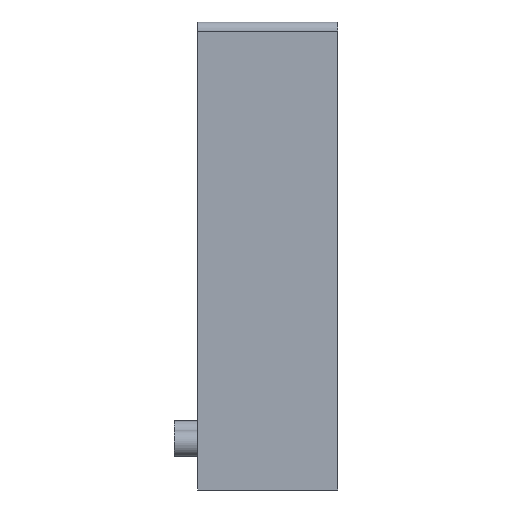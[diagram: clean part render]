
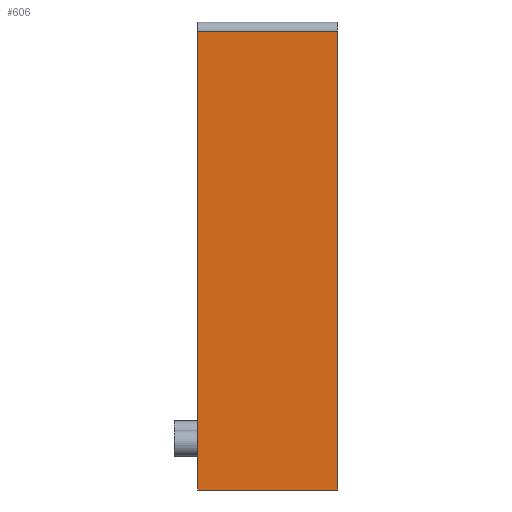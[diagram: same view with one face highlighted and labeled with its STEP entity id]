
A CAD part, front view. The second image highlights one B-rep face of the part: STEP entity #606.
In plain terms, the highlighted planar face has unit normal (0, -1, 0).
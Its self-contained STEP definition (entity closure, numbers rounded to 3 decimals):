
#586=AXIS2_PLACEMENT_3D('Plane Axis2P3D',#583,#584,#585) ;
#215=CARTESIAN_POINT('Vertex',(2.5,0.,0.)) ;
#218=CARTESIAN_POINT('Line Origine',(2.5,0.,24.5)) ;
#222=CARTESIAN_POINT('Vertex',(2.5,0.,49.)) ;
#563=CARTESIAN_POINT('Vertex',(17.5,0.,0.)) ;
#566=CARTESIAN_POINT('Line Origine',(10.,0.,0.)) ;
#583=CARTESIAN_POINT('Axis2P3D Location',(0.,0.,49.)) ;
#588=CARTESIAN_POINT('Line Origine',(17.5,0.,24.5)) ;
#592=CARTESIAN_POINT('Vertex',(17.5,0.,49.)) ;
#595=CARTESIAN_POINT('Line Origine',(10.,0.,49.)) ;
#219=DIRECTION('Vector Direction',(0.,0.,-1.)) ;
#567=DIRECTION('Vector Direction',(1.,0.,0.)) ;
#584=DIRECTION('Axis2P3D Direction',(0.,-1.,0.)) ;
#585=DIRECTION('Axis2P3D XDirection',(0.,0.,-1.)) ;
#589=DIRECTION('Vector Direction',(0.,0.,-1.)) ;
#596=DIRECTION('Vector Direction',(1.,0.,0.)) ;
#220=VECTOR('Line Direction',#219,1.) ;
#568=VECTOR('Line Direction',#567,1.) ;
#590=VECTOR('Line Direction',#589,1.) ;
#597=VECTOR('Line Direction',#596,1.) ;
#601=ORIENTED_EDGE('',*,*,#594,.T.) ;
#602=ORIENTED_EDGE('',*,*,#599,.F.) ;
#603=ORIENTED_EDGE('',*,*,#224,.F.) ;
#604=ORIENTED_EDGE('',*,*,#570,.T.) ;
#606=ADVANCED_FACE('Hauptkoerper',(#605),#587,.T.) ;
#224=EDGE_CURVE('',#216,#223,#221,.F.) ;
#570=EDGE_CURVE('',#216,#564,#569,.T.) ;
#594=EDGE_CURVE('',#564,#593,#591,.F.) ;
#599=EDGE_CURVE('',#223,#593,#598,.T.) ;
#600=EDGE_LOOP('',(#601,#602,#603,#604)) ;
#605=FACE_OUTER_BOUND('',#600,.T.) ;
#221=LINE('Line',#218,#220) ;
#569=LINE('Line',#566,#568) ;
#591=LINE('Line',#588,#590) ;
#598=LINE('Line',#595,#597) ;
#587=PLANE('',#586) ;
#216=VERTEX_POINT('',#215) ;
#223=VERTEX_POINT('',#222) ;
#564=VERTEX_POINT('',#563) ;
#593=VERTEX_POINT('',#592) ;
